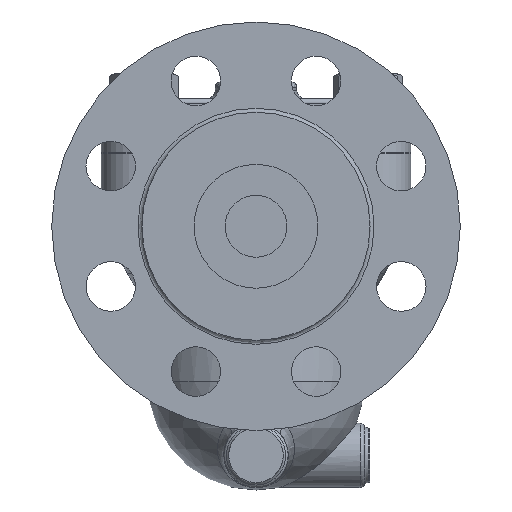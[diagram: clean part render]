
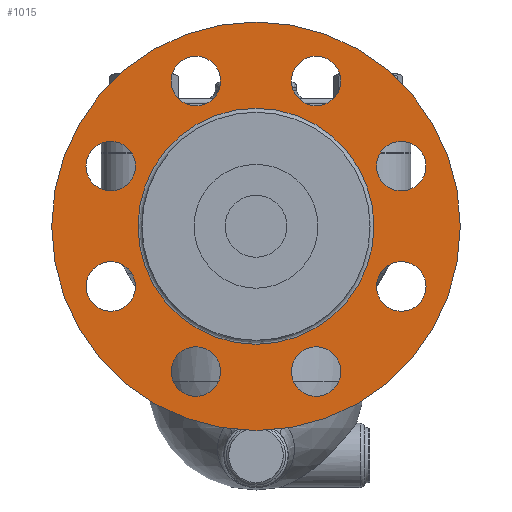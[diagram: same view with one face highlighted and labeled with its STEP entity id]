
A CAD part, left-side view. The second image highlights one B-rep face of the part: STEP entity #1015.
In plain terms, the highlighted free-form (B-spline) face has degree [1, 1] with [2, 2] control points.
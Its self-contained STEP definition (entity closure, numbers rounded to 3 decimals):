
#453=CARTESIAN_POINT('',(-138.4,-51.595,-12.271));
#454=VERTEX_POINT('',#453);
#455=CARTESIAN_POINT('',(-138.4,-58.666,-5.2));
#456=DIRECTION('',(1.0,0.,0.));
#457=DIRECTION('',(0.,0.707,-0.707));
#458=AXIS2_PLACEMENT_3D('',#455,#456,#457);
#459=CIRCLE('',#458,10.0);
#460=EDGE_CURVE('',#454,#454,#459,.T.);
#481=CARTESIAN_POINT('',(-138.4,-48.666,-53.8));
#482=VERTEX_POINT('',#481);
#483=CARTESIAN_POINT('',(-138.4,-58.666,-53.8));
#484=DIRECTION('',(1.0,0.0,0.0));
#485=DIRECTION('',(0.0,1.0,0.0));
#486=AXIS2_PLACEMENT_3D('',#483,#484,#485);
#487=CIRCLE('',#486,10.0);
#488=EDGE_CURVE('',#482,#482,#487,.T.);
#509=CARTESIAN_POINT('',(-138.4,-17.229,-81.095));
#510=VERTEX_POINT('',#509);
#511=CARTESIAN_POINT('',(-138.4,-24.3,-88.166));
#512=DIRECTION('',(1.0,0.,0.));
#513=DIRECTION('',(0.,0.707,0.707));
#514=AXIS2_PLACEMENT_3D('',#511,#512,#513);
#515=CIRCLE('',#514,10.0);
#516=EDGE_CURVE('',#510,#510,#515,.T.);
#537=CARTESIAN_POINT('',(-138.4,24.3,-78.166));
#538=VERTEX_POINT('',#537);
#539=CARTESIAN_POINT('',(-138.4,24.3,-88.166));
#540=DIRECTION('',(1.0,0.0,0.0));
#541=DIRECTION('',(0.0,0.0,1.0));
#542=AXIS2_PLACEMENT_3D('',#539,#540,#541);
#543=CIRCLE('',#542,10.0);
#544=EDGE_CURVE('',#538,#538,#543,.T.);
#565=CARTESIAN_POINT('',(-138.4,51.595,-46.729));
#566=VERTEX_POINT('',#565);
#567=CARTESIAN_POINT('',(-138.4,58.666,-53.8));
#568=DIRECTION('',(1.0,0.,0.));
#569=DIRECTION('',(0.,-0.707,0.707));
#570=AXIS2_PLACEMENT_3D('',#567,#568,#569);
#571=CIRCLE('',#570,10.0);
#572=EDGE_CURVE('',#566,#566,#571,.T.);
#593=CARTESIAN_POINT('',(-138.4,48.666,-5.2));
#594=VERTEX_POINT('',#593);
#595=CARTESIAN_POINT('',(-138.4,58.666,-5.2));
#596=DIRECTION('',(1.0,0.0,0.0));
#597=DIRECTION('',(0.0,-1.0,0.0));
#598=AXIS2_PLACEMENT_3D('',#595,#596,#597);
#599=CIRCLE('',#598,10.0);
#600=EDGE_CURVE('',#594,#594,#599,.T.);
#621=CARTESIAN_POINT('',(-138.4,17.229,22.095));
#622=VERTEX_POINT('',#621);
#623=CARTESIAN_POINT('',(-138.4,24.3,29.166));
#624=DIRECTION('',(1.0,0.,0.));
#625=DIRECTION('',(0.,-0.707,-0.707));
#626=AXIS2_PLACEMENT_3D('',#623,#624,#625);
#627=CIRCLE('',#626,10.0);
#628=EDGE_CURVE('',#622,#622,#627,.T.);
#649=CARTESIAN_POINT('',(-138.4,-24.3,19.166));
#650=VERTEX_POINT('',#649);
#651=CARTESIAN_POINT('',(-138.4,-24.3,29.166));
#652=DIRECTION('',(1.0,0.0,0.0));
#653=DIRECTION('',(0.0,0.0,-1.0));
#654=AXIS2_PLACEMENT_3D('',#651,#652,#653);
#655=CIRCLE('',#654,10.0);
#656=EDGE_CURVE('',#650,#650,#655,.T.);
#780=CARTESIAN_POINT('',(-138.4,0.0,53.));
#781=VERTEX_POINT('',#780);
#782=CARTESIAN_POINT('',(-138.4,0.0,-29.5));
#783=DIRECTION('',(-1.0,0.0,0.0));
#784=DIRECTION('',(0.0,0.0,1.0));
#785=AXIS2_PLACEMENT_3D('',#782,#783,#784);
#786=CIRCLE('',#785,82.5);
#787=EDGE_CURVE('',#781,#781,#786,.T.);
#968=CARTESIAN_POINT('',(-138.4,0.,18.15));
#969=VERTEX_POINT('',#968);
#970=CARTESIAN_POINT('',(-138.4,0.0,-29.5));
#971=DIRECTION('',(1.0,0.0,0.0));
#972=DIRECTION('',(0.0,0.0,-1.0));
#973=AXIS2_PLACEMENT_3D('',#970,#971,#972);
#974=CIRCLE('',#973,47.65);
#975=EDGE_CURVE('',#969,#969,#974,.T.);
#980=CARTESIAN_POINT('',(-138.4,82.5,53.));
#981=CARTESIAN_POINT('',(-138.4,82.5,-112.));
#982=CARTESIAN_POINT('',(-138.4,-82.5,53.));
#983=CARTESIAN_POINT('',(-138.4,-82.5,-112.));
#984=B_SPLINE_SURFACE_WITH_KNOTS('',1,1,((#980,#982),(#981,#983)),.UNSPECIFIED.,.F.,.F.,.U.,(2,2),(2,2),(0.0,165.0),(0.0,165.0),.UNSPECIFIED.);
#985=ORIENTED_EDGE('',*,*,#787,.T.);
#986=EDGE_LOOP('',(#985));
#987=FACE_OUTER_BOUND('',#986,.T.);
#988=ORIENTED_EDGE('',*,*,#460,.T.);
#989=EDGE_LOOP('',(#988));
#990=FACE_BOUND('',#989,.T.);
#991=ORIENTED_EDGE('',*,*,#488,.T.);
#992=EDGE_LOOP('',(#991));
#993=FACE_BOUND('',#992,.T.);
#994=ORIENTED_EDGE('',*,*,#516,.T.);
#995=EDGE_LOOP('',(#994));
#996=FACE_BOUND('',#995,.T.);
#997=ORIENTED_EDGE('',*,*,#544,.T.);
#998=EDGE_LOOP('',(#997));
#999=FACE_BOUND('',#998,.T.);
#1000=ORIENTED_EDGE('',*,*,#572,.T.);
#1001=EDGE_LOOP('',(#1000));
#1002=FACE_BOUND('',#1001,.T.);
#1003=ORIENTED_EDGE('',*,*,#600,.T.);
#1004=EDGE_LOOP('',(#1003));
#1005=FACE_BOUND('',#1004,.T.);
#1006=ORIENTED_EDGE('',*,*,#628,.T.);
#1007=EDGE_LOOP('',(#1006));
#1008=FACE_BOUND('',#1007,.T.);
#1009=ORIENTED_EDGE('',*,*,#656,.T.);
#1010=EDGE_LOOP('',(#1009));
#1011=FACE_BOUND('',#1010,.T.);
#1012=ORIENTED_EDGE('',*,*,#975,.T.);
#1013=EDGE_LOOP('',(#1012));
#1014=FACE_BOUND('',#1013,.T.);
#1015=ADVANCED_FACE('',(#987,#990,#993,#996,#999,#1002,#1005,#1008,#1011,#1014),#984,.T.);
